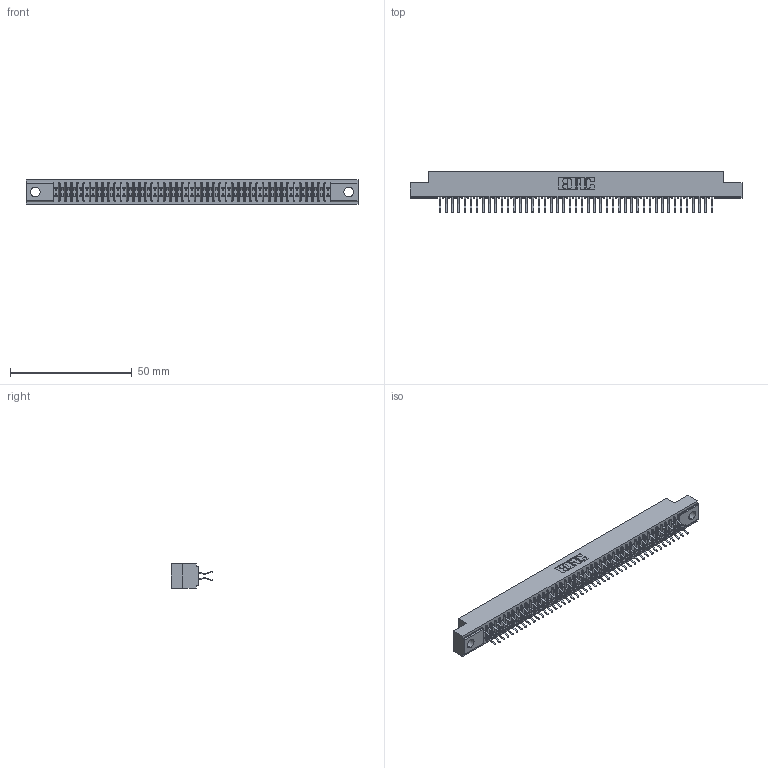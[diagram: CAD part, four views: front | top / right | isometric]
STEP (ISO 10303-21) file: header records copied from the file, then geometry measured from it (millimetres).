
FILE_DESCRIPTION (( 'STEP AP203' ), '1' );
FILE_NAME ('341-090-556-204.STEP', '2018-08-08T00:17:40', ( '' ), ( '' ), 'SwSTEP 2.0', 'SolidWorks 2016', '' );
FILE_SCHEMA (( 'CONFIG_CONTROL_DESIGN' ));
Length unit declared in the file: inch
Products named in the file (3): 341-292-001_341-292-156; 341-090-556-204; 341 Part_.156 (3.96) Dia Mounting Holes
Assembly tree (91 placements, depth 2):
  341-090-556-204
    341 Part_.156 (3.96) Dia Mounting Holes
    341-292-001_341-292-156  x90
Bounding box: 136.53 x 17.07 x 10.16 mm (x, y, z)
Volume: 10007.1 mm3; surface area: 17960.1 mm2
Topology: 91 solids, 91 shells, 6430 faces, 18667 edges, 12110 vertices
Faces by surface type: plane 3682, cylinder 2568, sphere 92, torus 88
Entity records: 54618 total; most frequent: CARTESIAN_POINT 9085, ORIENTED_EDGE 9026, DIRECTION 8811, EDGE_CURVE 4513, LINE 3651, VECTOR 3651, VERTEX_POINT 2854, AXIS2_PLACEMENT_3D 2580
